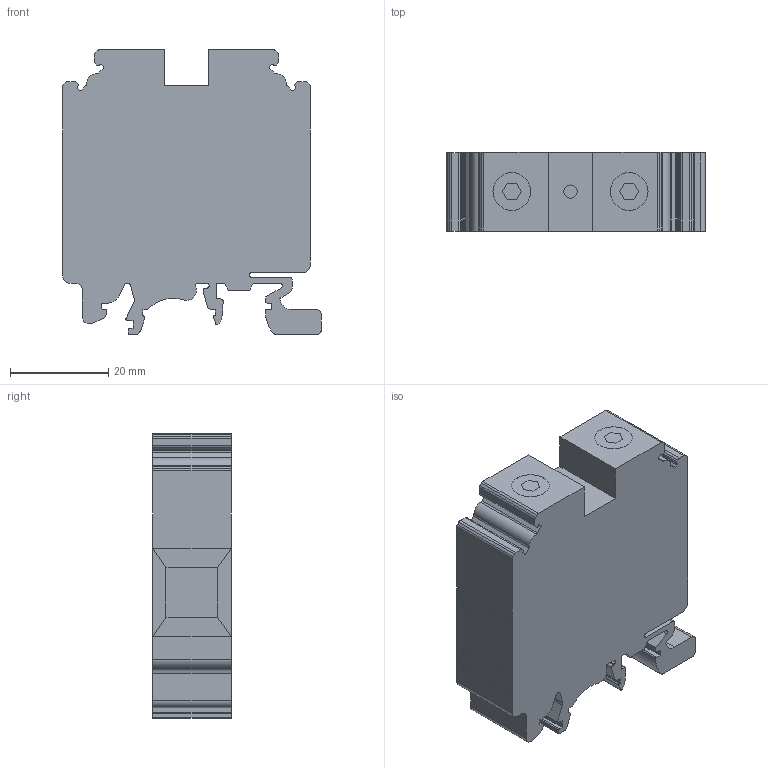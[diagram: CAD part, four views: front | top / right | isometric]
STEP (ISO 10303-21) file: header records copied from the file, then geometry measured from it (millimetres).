
FILE_DESCRIPTION (( 'STEP AP203' ), '1' );
FILE_NAME ('CTS35UNA.STEP', '2024-12-05T16:50:03', ( '' ), ( '' ), 'SwSTEP 2.0', 'SolidWorks 2022', '' );
FILE_SCHEMA (( 'CONFIG_CONTROL_DESIGN' ));
Length unit declared in the file: millimetre
Products named in the file (1): CTS35UNA
Bounding box: 52.76 x 16 x 58 mm (x, y, z)
Volume: 38946.7 mm3; surface area: 10147.5 mm2
Topology: 1 solids, 1 shells, 213 faces, 594 edges, 388 vertices
Faces by surface type: plane 128, cylinder 85
Entity records: 6903 total; most frequent: CARTESIAN_POINT 1196, DIRECTION 1192, ORIENTED_EDGE 1188, EDGE_CURVE 594, LINE 424, VECTOR 424, VERTEX_POINT 388, AXIS2_PLACEMENT_3D 384
